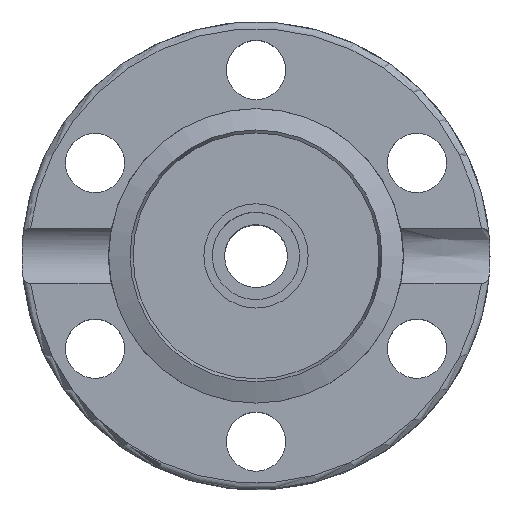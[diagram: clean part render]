
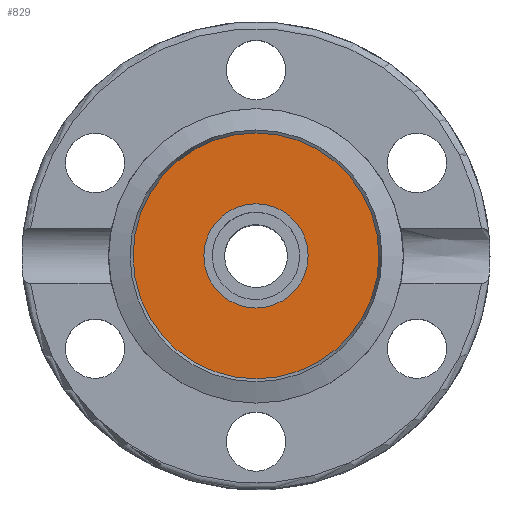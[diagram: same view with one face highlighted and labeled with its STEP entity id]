
A CAD part, top view. The second image highlights one B-rep face of the part: STEP entity #829.
In plain terms, the highlighted planar face has unit normal (0, 0, 1).
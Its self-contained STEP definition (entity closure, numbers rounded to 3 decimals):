
#163=CARTESIAN_POINT('',(-3.788,0.,6.4));
#164=VERTEX_POINT('',#163);
#165=CARTESIAN_POINT('',(0.,0.,6.4));
#166=DIRECTION('',(0.0,0.0,-1.0));
#167=DIRECTION('',(1.0,0.0,0.0));
#168=AXIS2_PLACEMENT_3D('',#165,#166,#167);
#169=CIRCLE('',#168,3.788);
#170=EDGE_CURVE('',#164,#164,#169,.T.);
#803=CARTESIAN_POINT('',(0.0,-8.932,6.4));
#804=VERTEX_POINT('',#803);
#805=CARTESIAN_POINT('',(0.0,0.,6.4));
#806=DIRECTION('',(0.0,0.0,-1.0));
#807=DIRECTION('',(0.0,-1.0,0.0));
#808=AXIS2_PLACEMENT_3D('',#805,#806,#807);
#809=CIRCLE('',#808,8.932);
#810=EDGE_CURVE('',#804,#804,#809,.T.);
#818=CARTESIAN_POINT('',(0.0,-4.466,6.4));
#819=DIRECTION('',(0.0,0.0,-1.0));
#820=DIRECTION('',(-1.0,0.0,0.0));
#821=AXIS2_PLACEMENT_3D('',#818,#819,#820);
#822=PLANE('',#821);
#823=ORIENTED_EDGE('',*,*,#810,.F.);
#824=EDGE_LOOP('',(#823));
#825=FACE_OUTER_BOUND('',#824,.T.);
#826=ORIENTED_EDGE('',*,*,#170,.T.);
#827=EDGE_LOOP('',(#826));
#828=FACE_BOUND('',#827,.T.);
#829=ADVANCED_FACE('',(#825,#828),#822,.F.);
